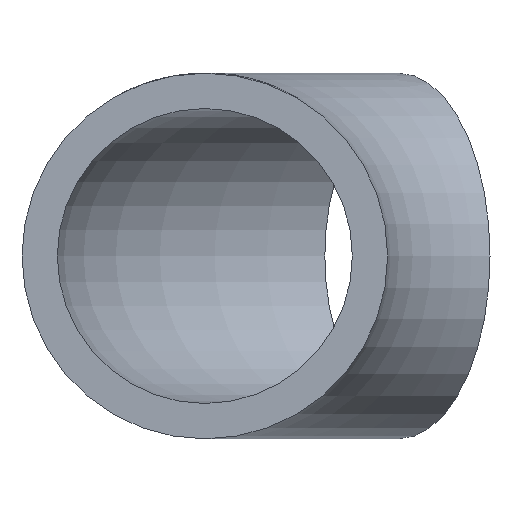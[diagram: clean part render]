
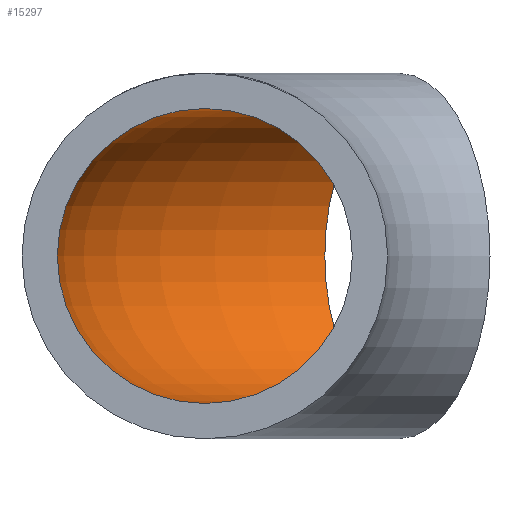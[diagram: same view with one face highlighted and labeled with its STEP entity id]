
A CAD part, front view. The second image highlights one B-rep face of the part: STEP entity #15297.
In plain terms, the highlighted toroidal (fillet/blend) face has major radius 28.5 mm and minor radius 10.85 mm.
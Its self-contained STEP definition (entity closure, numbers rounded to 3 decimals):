
#495 = ORIENTED_EDGE ( 'NONE', *, *, #3296, .F. ) ;
#855 = AXIS2_PLACEMENT_3D ( 'NONE', #12605, #3652, #16311 ) ;
#870 = CARTESIAN_POINT ( 'NONE',  ( -28.5, 0., 10.85 ) ) ;
#2176 = CIRCLE ( 'NONE', #855, 10.85 ) ;
#3195 = CARTESIAN_POINT ( 'NONE',  ( -19.675, 34.078, 0. ) ) ;
#3205 = DIRECTION ( 'NONE',  ( 0., 0., 1. ) ) ;
#3296 = EDGE_CURVE ( 'NONE', #12408, #12408, #14865, .T. ) ;
#3652 = DIRECTION ( 'NONE',  ( 0.866, 0.5, 0. ) ) ;
#5305 = FACE_OUTER_BOUND ( 'NONE', #13855, .T. ) ;
#7352 = EDGE_CURVE ( 'NONE', #11054, #11054, #2176, .T. ) ;
#8235 = AXIS2_PLACEMENT_3D ( 'NONE', #9251, #13554, #3205 ) ;
#8995 = EDGE_LOOP ( 'NONE', ( #9007 ) ) ;
#9007 = ORIENTED_EDGE ( 'NONE', *, *, #7352, .T. ) ;
#9251 = CARTESIAN_POINT ( 'NONE',  ( -28.5, 0., 0. ) ) ;
#9613 = TOROIDAL_SURFACE ( 'NONE', #11747, 28.5, 10.85 ) ;
#10310 = DIRECTION ( 'NONE',  ( 0., 0., -1. ) ) ;
#10392 = CARTESIAN_POINT ( 'NONE',  ( 0., 0., 0. ) ) ;
#11054 = VERTEX_POINT ( 'NONE', #3195 ) ;
#11747 = AXIS2_PLACEMENT_3D ( 'NONE', #10392, #10310, #15366 ) ;
#12408 = VERTEX_POINT ( 'NONE', #870 ) ;
#12605 = CARTESIAN_POINT ( 'NONE',  ( -14.25, 24.682, 0. ) ) ;
#13554 = DIRECTION ( 'NONE',  ( 0., 1., 0. ) ) ;
#13855 = EDGE_LOOP ( 'NONE', ( #495 ) ) ;
#14865 = CIRCLE ( 'NONE', #8235, 10.85 ) ;
#15285 = FACE_OUTER_BOUND ( 'NONE', #8995, .T. ) ;
#15297 = ADVANCED_FACE ( 'NONE', ( #15285, #5305 ), #9613, .F. ) ;
#15366 = DIRECTION ( 'NONE',  ( -1., 0., 0. ) ) ;
#16311 = DIRECTION ( 'NONE',  ( -0.5, 0.866, 0. ) ) ;
